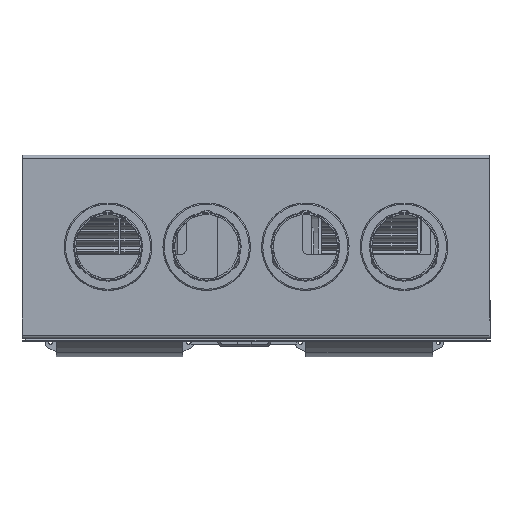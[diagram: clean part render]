
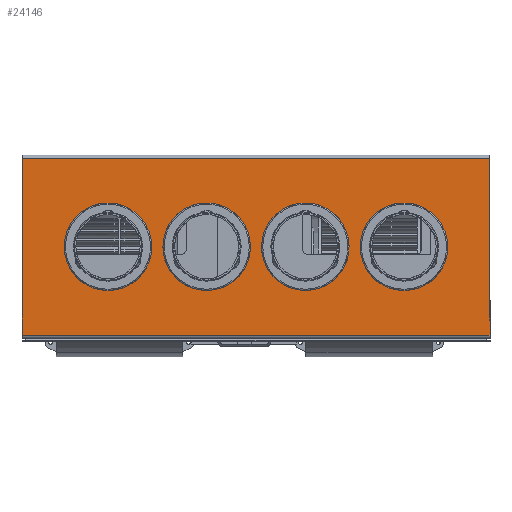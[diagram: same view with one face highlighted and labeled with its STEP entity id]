
A CAD part, top view. The second image highlights one B-rep face of the part: STEP entity #24146.
In plain terms, the highlighted face is planar.
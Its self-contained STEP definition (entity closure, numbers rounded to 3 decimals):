
#759=FACE_BOUND('',#3021,.T.);
#760=FACE_BOUND('',#3022,.T.);
#761=FACE_BOUND('',#3023,.T.);
#762=FACE_BOUND('',#3024,.T.);
#1081=PLANE('',#25924);
#1707=FACE_OUTER_BOUND('',#3020,.T.);
#3020=EDGE_LOOP('',(#16600,#16601,#16602,#16603));
#3021=EDGE_LOOP('',(#16604));
#3022=EDGE_LOOP('',(#16605));
#3023=EDGE_LOOP('',(#16606));
#3024=EDGE_LOOP('',(#16607));
#4584=LINE('',#36243,#6479);
#4591=LINE('',#36265,#6486);
#4597=LINE('',#36282,#6492);
#4599=LINE('',#36285,#6494);
#6479=VECTOR('',#29008,10.);
#6486=VECTOR('',#29035,10.);
#6492=VECTOR('',#29059,10.);
#6494=VECTOR('',#29063,10.);
#8345=CIRCLE('',#25890,30.);
#8348=CIRCLE('',#25894,30.);
#8351=CIRCLE('',#25898,30.);
#8354=CIRCLE('',#25902,30.);
#9892=VERTEX_POINT('',#36210);
#9895=VERTEX_POINT('',#36218);
#9898=VERTEX_POINT('',#36226);
#9901=VERTEX_POINT('',#36234);
#9903=VERTEX_POINT('',#36240);
#9904=VERTEX_POINT('',#36242);
#9908=VERTEX_POINT('',#36262);
#9909=VERTEX_POINT('',#36264);
#12511=EDGE_CURVE('',#9892,#9892,#8345,.T.);
#12515=EDGE_CURVE('',#9895,#9895,#8348,.T.);
#12519=EDGE_CURVE('',#9898,#9898,#8351,.T.);
#12523=EDGE_CURVE('',#9901,#9901,#8354,.T.);
#12526=EDGE_CURVE('',#9904,#9903,#4584,.T.);
#12537=EDGE_CURVE('',#9909,#9908,#4591,.T.);
#12546=EDGE_CURVE('',#9904,#9908,#4597,.T.);
#12548=EDGE_CURVE('',#9909,#9903,#4599,.T.);
#16600=ORIENTED_EDGE('',*,*,#12526,.T.);
#16601=ORIENTED_EDGE('',*,*,#12548,.F.);
#16602=ORIENTED_EDGE('',*,*,#12537,.T.);
#16603=ORIENTED_EDGE('',*,*,#12546,.F.);
#16604=ORIENTED_EDGE('',*,*,#12511,.T.);
#16605=ORIENTED_EDGE('',*,*,#12515,.T.);
#16606=ORIENTED_EDGE('',*,*,#12519,.T.);
#16607=ORIENTED_EDGE('',*,*,#12523,.T.);
#24146=ADVANCED_FACE('',(#1707,#759,#760,#761,#762),#1081,.F.);
#25890=AXIS2_PLACEMENT_3D('',#36212,#28974,#28975);
#25894=AXIS2_PLACEMENT_3D('',#36220,#28983,#28984);
#25898=AXIS2_PLACEMENT_3D('',#36228,#28992,#28993);
#25902=AXIS2_PLACEMENT_3D('',#36236,#29001,#29002);
#25924=AXIS2_PLACEMENT_3D('',#36284,#29061,#29062);
#28974=DIRECTION('center_axis',(0.,0.,1.));
#28975=DIRECTION('ref_axis',(1.,0.,0.));
#28983=DIRECTION('center_axis',(0.,0.,1.));
#28984=DIRECTION('ref_axis',(1.,0.,0.));
#28992=DIRECTION('center_axis',(0.,0.,1.));
#28993=DIRECTION('ref_axis',(1.,0.,0.));
#29001=DIRECTION('center_axis',(0.,0.,1.));
#29002=DIRECTION('ref_axis',(1.,0.,0.));
#29008=DIRECTION('',(-1.,0.,0.));
#29035=DIRECTION('',(1.,0.,0.));
#29059=DIRECTION('',(0.,1.,0.));
#29061=DIRECTION('center_axis',(0.,0.,1.));
#29062=DIRECTION('ref_axis',(1.,0.,0.));
#29063=DIRECTION('',(0.,-1.,0.));
#36210=CARTESIAN_POINT('',(97.5,0.,-0.8));
#36212=CARTESIAN_POINT('Origin',(127.5,0.,-0.8));
#36218=CARTESIAN_POINT('',(-72.5,0.,-0.8));
#36220=CARTESIAN_POINT('Origin',(-42.5,0.,-0.8));
#36226=CARTESIAN_POINT('',(12.5,0.,-0.8));
#36228=CARTESIAN_POINT('Origin',(42.5,0.,-0.8));
#36234=CARTESIAN_POINT('',(-157.5,0.,-0.8));
#36236=CARTESIAN_POINT('Origin',(-127.5,0.,-0.8));
#36240=CARTESIAN_POINT('',(-201.6,-76.1,-0.8));
#36242=CARTESIAN_POINT('',(201.6,-76.1,-0.8));
#36243=CARTESIAN_POINT('',(100.8,-76.1,-0.8));
#36262=CARTESIAN_POINT('',(201.6,76.1,-0.8));
#36264=CARTESIAN_POINT('',(-201.6,76.1,-0.8));
#36265=CARTESIAN_POINT('',(-100.8,76.1,-0.8));
#36282=CARTESIAN_POINT('',(201.6,-78.9,-0.8));
#36284=CARTESIAN_POINT('Origin',(0.,0.,
-0.8));
#36285=CARTESIAN_POINT('',(-201.6,78.9,-0.8));
